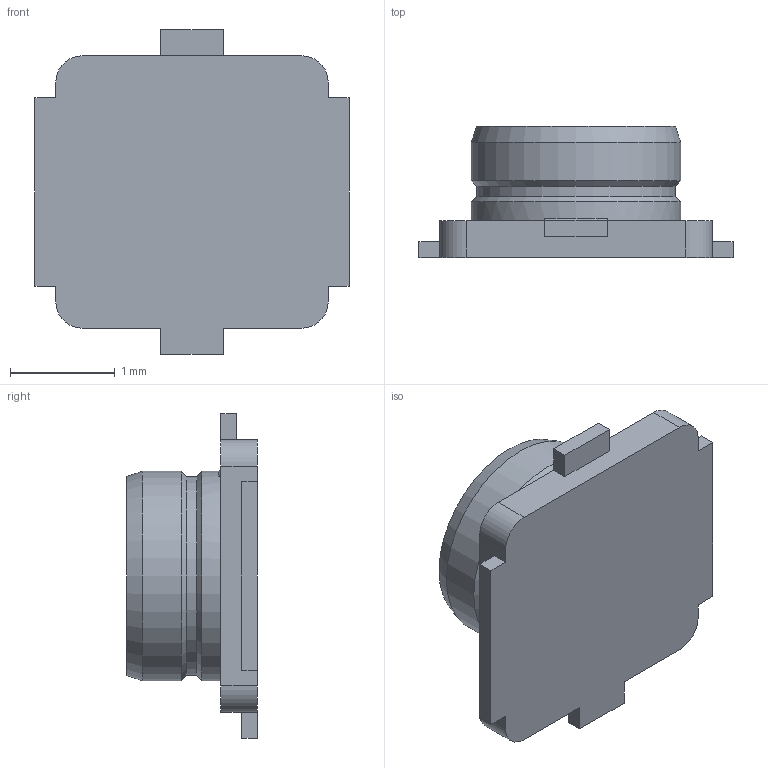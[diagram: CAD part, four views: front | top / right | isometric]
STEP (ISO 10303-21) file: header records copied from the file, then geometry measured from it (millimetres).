
FILE_DESCRIPTION((''),'2;1');
FILE_NAME('CR0002R01A','2023-05-05T14:56:20',('eng801'),(''),'CREO PARAMETRIC BY PTC INC, 2019010','CREO PARAMETRIC BY PTC INC, 2019010','');
FILE_SCHEMA(('CONFIG_CONTROL_DESIGN'));
Length unit declared in the file: millimetre
Products named in the file (1): CR0002R01A
Bounding box: 3 x 1.25 x 3.1 mm (x, y, z)
Volume: 3.4 mm3; surface area: 31.5 mm2
Topology: 1 solids, 2 shells, 48 faces, 162 edges, 116 vertices
Faces by surface type: plane 28, cylinder 12, sphere 4, cone 3, torus 1
Entity records: 1804 total; most frequent: CARTESIAN_POINT 332, DIRECTION 300, ORIENTED_EDGE 288, EDGE_CURVE 144, VERTEX_POINT 102, AXIS2_PLACEMENT_3D 101, VECTOR 98, LINE 98
